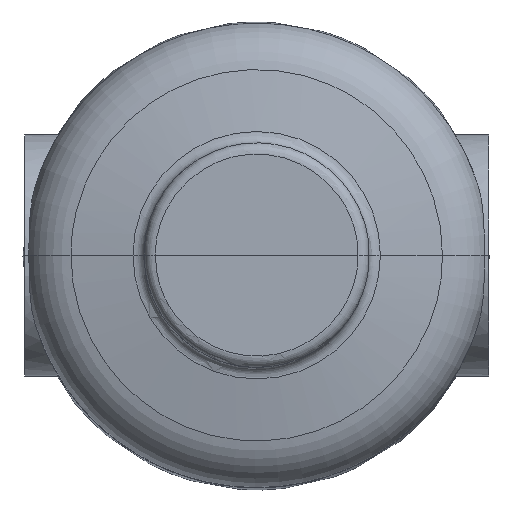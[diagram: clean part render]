
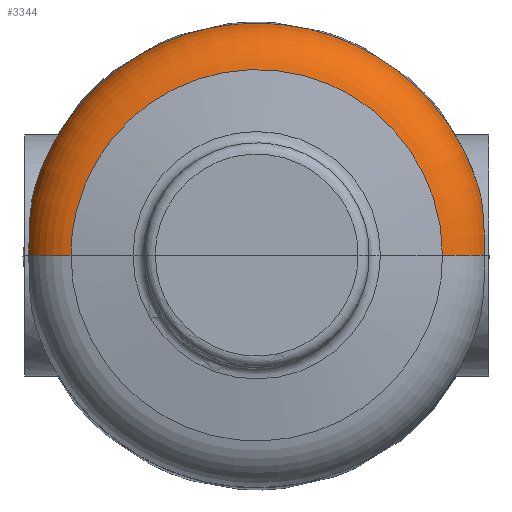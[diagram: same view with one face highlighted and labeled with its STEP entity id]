
A CAD part, top view. The second image highlights one B-rep face of the part: STEP entity #3344.
In plain terms, the highlighted toroidal (fillet/blend) face has major radius 47 mm and minor radius 15 mm.
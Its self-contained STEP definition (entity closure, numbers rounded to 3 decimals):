
#316=TOROIDAL_SURFACE($,#3707,47.,15.);
#516=FACE_OUTER_BOUND($,#727,.T.);
#727=EDGE_LOOP($,(#3009,#3010,#3011,#3012,#3013,#3014));
#861=B_SPLINE_CURVE_WITH_KNOTS($,3,(#6467,#6468,#6469,#6470,#6471,#6472,
#6473,#6474,#6475,#6476),.UNSPECIFIED.,.F.,.F.,(4,2,2,2,4),(-19.047,
-18.579,-15.541,-10.862,0.),
 .UNSPECIFIED.);
#865=B_SPLINE_CURVE_WITH_KNOTS($,3,(#6557,#6558,#6559,#6560,#6561,#6562,
#6563,#6564,#6565,#6566),.UNSPECIFIED.,.F.,.F.,(4,2,2,2,4),(-216.943,
-210.625,-203.075,-199.296,-197.248),
 .UNSPECIFIED.);
#881=B_SPLINE_CURVE_WITH_KNOTS($,3,(#6747,#6748,#6749,#6750,#6751,#6752,
#6753,#6754,#6755,#6756),.UNSPECIFIED.,.F.,.F.,(4,1,1,1,1,1,1,4),(0.,0.143,
0.286,0.429,0.571,0.714,
0.857,1.),.UNSPECIFIED.);
#883=B_SPLINE_CURVE_WITH_KNOTS($,3,(#6770,#6771,#6772,#6773,#6774),
 .UNSPECIFIED.,.F.,.F.,(4,1,4),(0.,0.5,1.),.UNSPECIFIED.);
#884=B_SPLINE_CURVE_WITH_KNOTS($,3,(#6775,#6776,#6777,#6778,#6779),
 .UNSPECIFIED.,.F.,.F.,(4,1,4),(0.,0.5,1.),.UNSPECIFIED.);
#885=B_SPLINE_CURVE_WITH_KNOTS($,3,(#6781,#6782,#6783,#6784,#6785,#6786,
#6787,#6788,#6789,#6790),.UNSPECIFIED.,.F.,.F.,(4,1,1,1,1,1,1,4),(0.,0.143,
0.286,0.429,0.571,0.714,
0.857,1.),.UNSPECIFIED.);
#1538=VERTEX_POINT($,#6331);
#1542=VERTEX_POINT($,#6418);
#1547=VERTEX_POINT($,#6542);
#1548=VERTEX_POINT($,#6556);
#1561=VERTEX_POINT($,#6758);
#1562=VERTEX_POINT($,#6759);
#2013=EDGE_CURVE($,#1538,#1542,#861,.T.);
#2020=EDGE_CURVE($,#1548,#1547,#865,.T.);
#2044=EDGE_CURVE($,#1542,#1548,#881,.T.);
#2046=EDGE_CURVE($,#1547,#1561,#883,.T.);
#2047=EDGE_CURVE($,#1562,#1538,#884,.T.);
#2048=EDGE_CURVE($,#1562,#1561,#885,.T.);
#3009=ORIENTED_EDGE($,*,*,#2048,.F.);
#3010=ORIENTED_EDGE($,*,*,#2047,.T.);
#3011=ORIENTED_EDGE($,*,*,#2013,.T.);
#3012=ORIENTED_EDGE($,*,*,#2044,.T.);
#3013=ORIENTED_EDGE($,*,*,#2020,.T.);
#3014=ORIENTED_EDGE($,*,*,#2046,.T.);
#3344=ADVANCED_FACE($,(#516),#316,.T.);
#3707=AXIS2_PLACEMENT_3D($,#6780,#4589,#4590);
#4589=DIRECTION('center_axis',(0.,0.,-1.));
#4590=DIRECTION('ref_axis',(-1.,0.,0.));
#6331=CARTESIAN_POINT('',(60.848,0.,32.354));
#6418=CARTESIAN_POINT('',(59.197,18.432,26.591));
#6467=CARTESIAN_POINT('Ctrl Pts',(60.848,0.,
32.354));
#6468=CARTESIAN_POINT('Ctrl Pts',(60.848,0.165,32.354));
#6469=CARTESIAN_POINT('Ctrl Pts',(60.848,0.331,32.353));
#6470=CARTESIAN_POINT('Ctrl Pts',(60.846,1.57,32.334));
#6471=CARTESIAN_POINT('Ctrl Pts',(60.838,2.641,32.264));
#6472=CARTESIAN_POINT('Ctrl Pts',(60.798,5.344,31.953));
#6473=CARTESIAN_POINT('Ctrl Pts',(60.755,6.963,31.639));
#6474=CARTESIAN_POINT('Ctrl Pts',(60.485,12.221,30.199));
#6475=CARTESIAN_POINT('Ctrl Pts',(60.094,15.55,28.589));
#6476=CARTESIAN_POINT('Ctrl Pts',(59.197,18.432,26.591));
#6542=CARTESIAN_POINT('',(-60.848,0.,32.354));
#6556=CARTESIAN_POINT('',(-59.197,18.432,26.591));
#6557=CARTESIAN_POINT('Ctrl Pts',(-59.197,18.432,26.591));
#6558=CARTESIAN_POINT('Ctrl Pts',(-59.719,16.756,27.753));
#6559=CARTESIAN_POINT('Ctrl Pts',(-60.064,14.946,28.772));
#6560=CARTESIAN_POINT('Ctrl Pts',(-60.583,10.737,30.624));
#6561=CARTESIAN_POINT('Ctrl Pts',(-60.71,8.318,31.369));
#6562=CARTESIAN_POINT('Ctrl Pts',(-60.812,4.586,32.053));
#6563=CARTESIAN_POINT('Ctrl Pts',(-60.831,3.327,32.208));
#6564=CARTESIAN_POINT('Ctrl Pts',(-60.846,1.375,32.333));
#6565=CARTESIAN_POINT('Ctrl Pts',(-60.848,0.688,32.354));
#6566=CARTESIAN_POINT('Ctrl Pts',(-60.848,0.,
32.354));
#6747=CARTESIAN_POINT('Ctrl Pts',(59.197,18.432,26.591));
#6748=CARTESIAN_POINT('Ctrl Pts',(57.02,25.625,26.591));
#6749=CARTESIAN_POINT('Ctrl Pts',(49.869,39.057,26.591));
#6750=CARTESIAN_POINT('Ctrl Pts',(32.797,54.235,26.591));
#6751=CARTESIAN_POINT('Ctrl Pts',(11.423,62.334,26.591));
#6752=CARTESIAN_POINT('Ctrl Pts',(-11.423,62.334,26.591));
#6753=CARTESIAN_POINT('Ctrl Pts',(-32.797,54.235,26.591));
#6754=CARTESIAN_POINT('Ctrl Pts',(-49.869,39.057,26.591));
#6755=CARTESIAN_POINT('Ctrl Pts',(-57.02,25.625,26.591));
#6756=CARTESIAN_POINT('Ctrl Pts',(-59.197,18.432,26.591));
#6758=CARTESIAN_POINT('',(-49.605,0.,41.363));
#6759=CARTESIAN_POINT('',(49.605,0.,41.363));
#6770=CARTESIAN_POINT('Ctrl Pts',(-60.848,0.,32.354));
#6771=CARTESIAN_POINT('Ctrl Pts',(-59.743,0.,34.815));
#6772=CARTESIAN_POINT('Ctrl Pts',(-56.763,0.,38.776));
#6773=CARTESIAN_POINT('Ctrl Pts',(-52.247,0.,40.82));
#6774=CARTESIAN_POINT('Ctrl Pts',(-49.605,0.,41.363));
#6775=CARTESIAN_POINT('Ctrl Pts',(49.605,0.,
41.363));
#6776=CARTESIAN_POINT('Ctrl Pts',(52.247,0.,
40.82));
#6777=CARTESIAN_POINT('Ctrl Pts',(56.763,0.,
38.776));
#6778=CARTESIAN_POINT('Ctrl Pts',(59.743,0.,
34.815));
#6779=CARTESIAN_POINT('Ctrl Pts',(60.848,0.,
32.354));
#6780=CARTESIAN_POINT('Origin',(0.,0.,26.591));
#6781=CARTESIAN_POINT('Ctrl Pts',(49.605,0.,
41.363));
#6782=CARTESIAN_POINT('Ctrl Pts',(49.713,7.471,41.363));
#6783=CARTESIAN_POINT('Ctrl Pts',(46.168,22.233,41.363));
#6784=CARTESIAN_POINT('Ctrl Pts',(31.998,40.113,41.363));
#6785=CARTESIAN_POINT('Ctrl Pts',(11.41,50.011,41.363));
#6786=CARTESIAN_POINT('Ctrl Pts',(-11.41,50.011,41.363));
#6787=CARTESIAN_POINT('Ctrl Pts',(-31.998,40.113,41.363));
#6788=CARTESIAN_POINT('Ctrl Pts',(-46.168,22.233,41.363));
#6789=CARTESIAN_POINT('Ctrl Pts',(-49.713,7.471,41.363));
#6790=CARTESIAN_POINT('Ctrl Pts',(-49.605,0.,
41.363));
